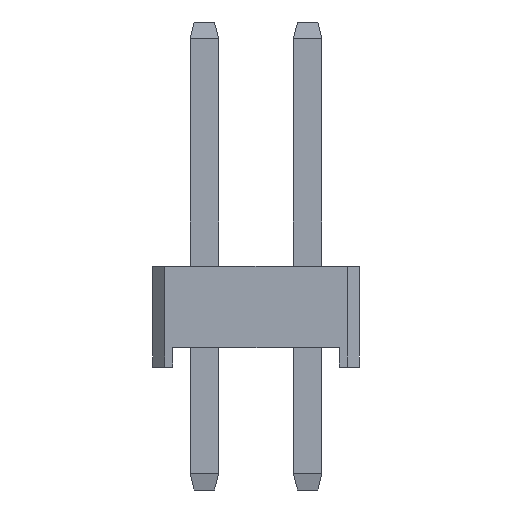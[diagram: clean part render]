
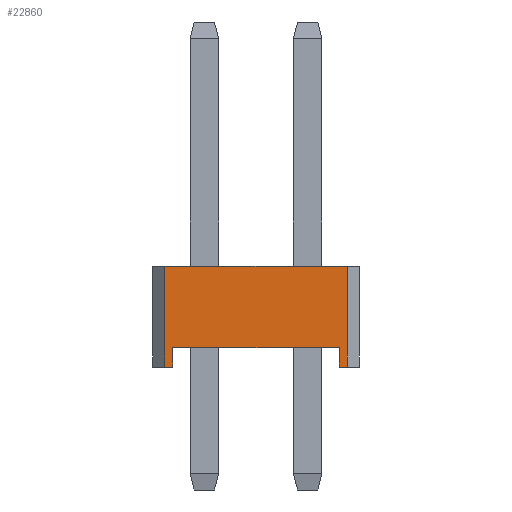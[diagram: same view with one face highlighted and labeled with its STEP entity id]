
A CAD part, left-side view. The second image highlights one B-rep face of the part: STEP entity #22860.
In plain terms, the highlighted planar face has unit normal (-1, 0, 0).
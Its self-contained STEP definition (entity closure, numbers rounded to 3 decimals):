
#1130=FACE_OUTER_BOUND('',#2392,.T.);
#2392=EDGE_LOOP('',(#15108,#15109,#15110,#15111,#15112,#15113,#15114,#15115));
#3985=LINE('',#32869,#6636);
#3995=LINE('',#32888,#6646);
#4018=LINE('',#32933,#6669);
#4020=LINE('',#32937,#6671);
#4021=LINE('',#32938,#6672);
#4022=LINE('',#32940,#6673);
#4023=LINE('',#32941,#6674);
#4024=LINE('',#32942,#6675);
#6636=VECTOR('',#25798,1.);
#6646=VECTOR('',#25810,1.);
#6669=VECTOR('',#25845,1.);
#6671=VECTOR('',#25849,1.);
#6672=VECTOR('',#25850,1.);
#6673=VECTOR('',#25851,1.);
#6674=VECTOR('',#25852,1.);
#6675=VECTOR('',#25853,1.);
#9215=VERTEX_POINT('',#32867);
#9216=VERTEX_POINT('',#32868);
#9223=VERTEX_POINT('',#32886);
#9224=VERTEX_POINT('',#32887);
#9239=VERTEX_POINT('',#32930);
#9240=VERTEX_POINT('',#32932);
#9241=VERTEX_POINT('',#32936);
#9242=VERTEX_POINT('',#32939);
#11453=EDGE_CURVE('',#9215,#9216,#3985,.T.);
#11463=EDGE_CURVE('',#9223,#9224,#3995,.T.);
#11486=EDGE_CURVE('',#9240,#9239,#4018,.T.);
#11488=EDGE_CURVE('',#9239,#9241,#4020,.T.);
#11489=EDGE_CURVE('',#9215,#9241,#4021,.T.);
#11490=EDGE_CURVE('',#9216,#9242,#4022,.T.);
#11491=EDGE_CURVE('',#9242,#9224,#4023,.T.);
#11492=EDGE_CURVE('',#9240,#9223,#4024,.T.);
#15108=ORIENTED_EDGE('',*,*,#11486,.T.);
#15109=ORIENTED_EDGE('',*,*,#11488,.T.);
#15110=ORIENTED_EDGE('',*,*,#11489,.F.);
#15111=ORIENTED_EDGE('',*,*,#11453,.T.);
#15112=ORIENTED_EDGE('',*,*,#11490,.T.);
#15113=ORIENTED_EDGE('',*,*,#11491,.T.);
#15114=ORIENTED_EDGE('',*,*,#11463,.F.);
#15115=ORIENTED_EDGE('',*,*,#11492,.F.);
#20634=PLANE('',#24160);
#22860=ADVANCED_FACE('',(#1130),#20634,.F.);
#24160=AXIS2_PLACEMENT_3D('',#32935,#25847,#25848);
#25798=DIRECTION('',(0.,-1.,0.));
#25810=DIRECTION('',(0.,0.,-1.));
#25845=DIRECTION('',(0.,0.,-1.));
#25847=DIRECTION('center_axis',(1.,0.,0.));
#25848=DIRECTION('ref_axis',(0.,1.,0.));
#25849=DIRECTION('',(0.,-1.,0.));
#25850=DIRECTION('',(0.,0.,-1.));
#25851=DIRECTION('',(0.,0.,-1.));
#25852=DIRECTION('',(0.,-1.,0.));
#25853=DIRECTION('',(0.,-1.,0.));
#32867=CARTESIAN_POINT('',(-7.62,2.04,0.5));
#32868=CARTESIAN_POINT('',(-7.62,-2.04,0.5));
#32869=CARTESIAN_POINT('',(-7.62,2.24,0.5));
#32886=CARTESIAN_POINT('',(-7.62,-2.24,2.5));
#32887=CARTESIAN_POINT('',(-7.62,-2.24,0.02));
#32888=CARTESIAN_POINT('',(-7.62,-2.24,2.5));
#32930=CARTESIAN_POINT('',(-7.62,2.24,0.02));
#32932=CARTESIAN_POINT('',(-7.62,2.24,2.5));
#32933=CARTESIAN_POINT('',(-7.62,2.24,2.5));
#32935=CARTESIAN_POINT('Origin',(-7.62,2.24,2.5));
#32936=CARTESIAN_POINT('',(-7.62,2.04,0.02));
#32937=CARTESIAN_POINT('',(-7.62,1.27,0.02));
#32938=CARTESIAN_POINT('',(-7.62,2.04,0.52));
#32939=CARTESIAN_POINT('',(-7.62,-2.04,0.02));
#32940=CARTESIAN_POINT('',(-7.62,-2.04,0.52));
#32941=CARTESIAN_POINT('',(-7.62,1.27,0.02));
#32942=CARTESIAN_POINT('',(-7.62,2.24,2.5));
